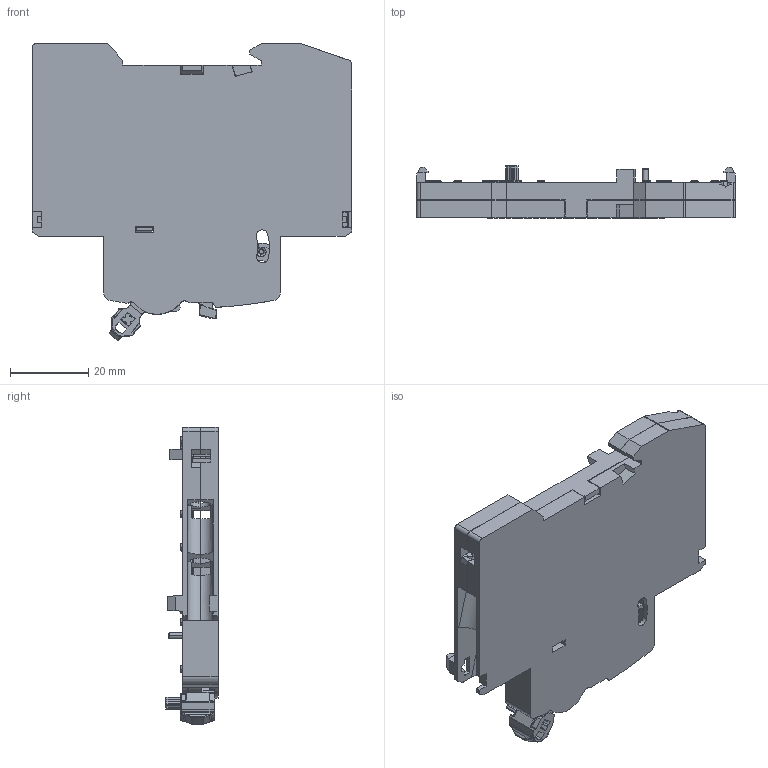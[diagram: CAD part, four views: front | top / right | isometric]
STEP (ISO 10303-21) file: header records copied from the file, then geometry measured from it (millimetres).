
FILE_DESCRIPTION (( 'STEP AP203' ), '1' );
FILE_NAME ('M2AL1 --170797001.STEP', '2022-03-25T10:35:50', ( '' ), ( '' ), 'SwSTEP 2.0', 'SolidWorks 2017', '' );
FILE_SCHEMA (( 'CONFIG_CONTROL_DESIGN' ));
Length unit declared in the file: millimetre
Products named in the file (1): M2AL1 --170797001
Bounding box: 81.5 x 13.3 x 75.81 mm (x, y, z)
Surface area: 23153.9 mm2 (no closed solid volume)
Topology: 0 solids, 22 shells, 769 faces, 3354 edges, 2537 vertices
Faces by surface type: plane 333, cylinder 304, bspline 98, cone 34
Entity records: 38142 total; most frequent: CARTESIAN_POINT 12782, ORIENTED_EDGE 5116, DIRECTION 4637, EDGE_CURVE 3338, VERTEX_POINT 2537, VECTOR 1885, LINE 1885, AXIS2_PLACEMENT_3D 1376
